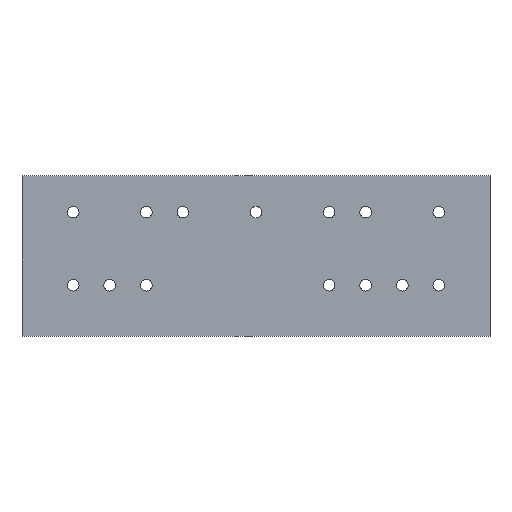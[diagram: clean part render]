
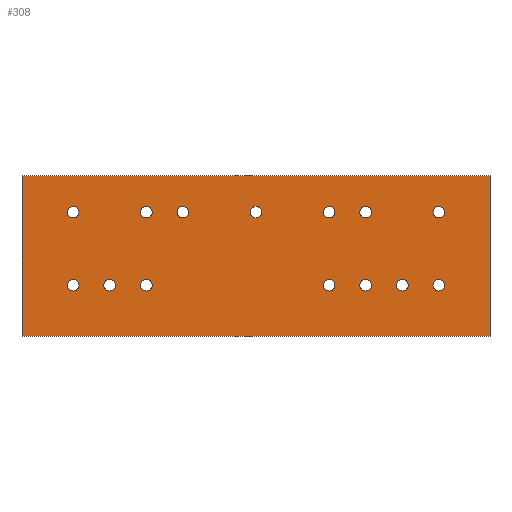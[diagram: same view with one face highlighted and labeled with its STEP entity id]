
A CAD part, top view. The second image highlights one B-rep face of the part: STEP entity #308.
In plain terms, the highlighted planar face has unit normal (0, 0, 1).
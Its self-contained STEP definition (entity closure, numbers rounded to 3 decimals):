
#42 = VERTEX_POINT('',#43);
#43 = CARTESIAN_POINT('',(91.,-61.,1.51));
#49 = EDGE_CURVE('',#42,#50,#52,.T.);
#50 = VERTEX_POINT('',#51);
#51 = CARTESIAN_POINT('',(59.,-61.,1.51));
#52 = LINE('',#53,#54);
#53 = CARTESIAN_POINT('',(91.,-61.,1.51));
#54 = VECTOR('',#55,1.);
#55 = DIRECTION('',(-1.,0.,0.));
#82 = VERTEX_POINT('',#83);
#83 = CARTESIAN_POINT('',(91.,-50.,1.51));
#89 = EDGE_CURVE('',#82,#42,#90,.T.);
#90 = LINE('',#91,#92);
#91 = CARTESIAN_POINT('',(91.,-50.,1.51));
#92 = VECTOR('',#93,1.);
#93 = DIRECTION('',(0.,-1.,0.));
#111 = EDGE_CURVE('',#50,#112,#114,.T.);
#112 = VERTEX_POINT('',#113);
#113 = CARTESIAN_POINT('',(59.,-50.,1.51));
#114 = LINE('',#115,#116);
#115 = CARTESIAN_POINT('',(59.,-61.,1.51));
#116 = VECTOR('',#117,1.);
#117 = DIRECTION('',(0.,1.,0.));
#308 = ADVANCED_FACE('',(#309,#320,#331,#342,#353,#364,#375,#386,#397,
    #408,#419,#430,#441,#452,#463),#474,.T.);
#309 = FACE_BOUND('',#310,.T.);
#310 = EDGE_LOOP('',(#311,#312,#313,#319));
#311 = ORIENTED_EDGE('',*,*,#49,.F.);
#312 = ORIENTED_EDGE('',*,*,#89,.F.);
#313 = ORIENTED_EDGE('',*,*,#314,.F.);
#314 = EDGE_CURVE('',#112,#82,#315,.T.);
#315 = LINE('',#316,#317);
#316 = CARTESIAN_POINT('',(59.,-50.,1.51));
#317 = VECTOR('',#318,1.);
#318 = DIRECTION('',(1.,0.,0.));
#319 = ORIENTED_EDGE('',*,*,#111,.F.);
#320 = FACE_BOUND('',#321,.T.);
#321 = EDGE_LOOP('',(#322));
#322 = ORIENTED_EDGE('',*,*,#323,.T.);
#323 = EDGE_CURVE('',#324,#324,#326,.T.);
#324 = VERTEX_POINT('',#325);
#325 = CARTESIAN_POINT('',(62.5,-57.9,1.51));
#326 = CIRCLE('',#327,0.4);
#327 = AXIS2_PLACEMENT_3D('',#328,#329,#330);
#328 = CARTESIAN_POINT('',(62.5,-57.5,1.51));
#329 = DIRECTION('',(-0.,0.,-1.));
#330 = DIRECTION('',(-0.,-1.,0.));
#331 = FACE_BOUND('',#332,.T.);
#332 = EDGE_LOOP('',(#333));
#333 = ORIENTED_EDGE('',*,*,#334,.T.);
#334 = EDGE_CURVE('',#335,#335,#337,.T.);
#335 = VERTEX_POINT('',#336);
#336 = CARTESIAN_POINT('',(65.,-57.9,1.51));
#337 = CIRCLE('',#338,0.4);
#338 = AXIS2_PLACEMENT_3D('',#339,#340,#341);
#339 = CARTESIAN_POINT('',(65.,-57.5,1.51));
#340 = DIRECTION('',(-0.,0.,-1.));
#341 = DIRECTION('',(-0.,-1.,0.));
#342 = FACE_BOUND('',#343,.T.);
#343 = EDGE_LOOP('',(#344));
#344 = ORIENTED_EDGE('',*,*,#345,.T.);
#345 = EDGE_CURVE('',#346,#346,#348,.T.);
#346 = VERTEX_POINT('',#347);
#347 = CARTESIAN_POINT('',(67.5,-57.9,1.51));
#348 = CIRCLE('',#349,0.4);
#349 = AXIS2_PLACEMENT_3D('',#350,#351,#352);
#350 = CARTESIAN_POINT('',(67.5,-57.5,1.51));
#351 = DIRECTION('',(-0.,0.,-1.));
#352 = DIRECTION('',(-0.,-1.,0.));
#353 = FACE_BOUND('',#354,.T.);
#354 = EDGE_LOOP('',(#355));
#355 = ORIENTED_EDGE('',*,*,#356,.T.);
#356 = EDGE_CURVE('',#357,#357,#359,.T.);
#357 = VERTEX_POINT('',#358);
#358 = CARTESIAN_POINT('',(80.,-57.9,1.51));
#359 = CIRCLE('',#360,0.4);
#360 = AXIS2_PLACEMENT_3D('',#361,#362,#363);
#361 = CARTESIAN_POINT('',(80.,-57.5,1.51));
#362 = DIRECTION('',(-0.,0.,-1.));
#363 = DIRECTION('',(-0.,-1.,0.));
#364 = FACE_BOUND('',#365,.T.);
#365 = EDGE_LOOP('',(#366));
#366 = ORIENTED_EDGE('',*,*,#367,.T.);
#367 = EDGE_CURVE('',#368,#368,#370,.T.);
#368 = VERTEX_POINT('',#369);
#369 = CARTESIAN_POINT('',(82.5,-57.9,1.51));
#370 = CIRCLE('',#371,0.4);
#371 = AXIS2_PLACEMENT_3D('',#372,#373,#374);
#372 = CARTESIAN_POINT('',(82.5,-57.5,1.51));
#373 = DIRECTION('',(-0.,0.,-1.));
#374 = DIRECTION('',(-0.,-1.,0.));
#375 = FACE_BOUND('',#376,.T.);
#376 = EDGE_LOOP('',(#377));
#377 = ORIENTED_EDGE('',*,*,#378,.T.);
#378 = EDGE_CURVE('',#379,#379,#381,.T.);
#379 = VERTEX_POINT('',#380);
#380 = CARTESIAN_POINT('',(85.,-57.9,1.51));
#381 = CIRCLE('',#382,0.4);
#382 = AXIS2_PLACEMENT_3D('',#383,#384,#385);
#383 = CARTESIAN_POINT('',(85.,-57.5,1.51));
#384 = DIRECTION('',(-0.,0.,-1.));
#385 = DIRECTION('',(-0.,-1.,0.));
#386 = FACE_BOUND('',#387,.T.);
#387 = EDGE_LOOP('',(#388));
#388 = ORIENTED_EDGE('',*,*,#389,.T.);
#389 = EDGE_CURVE('',#390,#390,#392,.T.);
#390 = VERTEX_POINT('',#391);
#391 = CARTESIAN_POINT('',(87.5,-57.9,1.51));
#392 = CIRCLE('',#393,0.4);
#393 = AXIS2_PLACEMENT_3D('',#394,#395,#396);
#394 = CARTESIAN_POINT('',(87.5,-57.5,1.51));
#395 = DIRECTION('',(-0.,0.,-1.));
#396 = DIRECTION('',(-0.,-1.,0.));
#397 = FACE_BOUND('',#398,.T.);
#398 = EDGE_LOOP('',(#399));
#399 = ORIENTED_EDGE('',*,*,#400,.T.);
#400 = EDGE_CURVE('',#401,#401,#403,.T.);
#401 = VERTEX_POINT('',#402);
#402 = CARTESIAN_POINT('',(62.5,-52.9,1.51));
#403 = CIRCLE('',#404,0.4);
#404 = AXIS2_PLACEMENT_3D('',#405,#406,#407);
#405 = CARTESIAN_POINT('',(62.5,-52.5,1.51));
#406 = DIRECTION('',(-0.,0.,-1.));
#407 = DIRECTION('',(-0.,-1.,0.));
#408 = FACE_BOUND('',#409,.T.);
#409 = EDGE_LOOP('',(#410));
#410 = ORIENTED_EDGE('',*,*,#411,.T.);
#411 = EDGE_CURVE('',#412,#412,#414,.T.);
#412 = VERTEX_POINT('',#413);
#413 = CARTESIAN_POINT('',(67.5,-52.9,1.51));
#414 = CIRCLE('',#415,0.4);
#415 = AXIS2_PLACEMENT_3D('',#416,#417,#418);
#416 = CARTESIAN_POINT('',(67.5,-52.5,1.51));
#417 = DIRECTION('',(-0.,0.,-1.));
#418 = DIRECTION('',(-0.,-1.,0.));
#419 = FACE_BOUND('',#420,.T.);
#420 = EDGE_LOOP('',(#421));
#421 = ORIENTED_EDGE('',*,*,#422,.T.);
#422 = EDGE_CURVE('',#423,#423,#425,.T.);
#423 = VERTEX_POINT('',#424);
#424 = CARTESIAN_POINT('',(70.,-52.9,1.51));
#425 = CIRCLE('',#426,0.4);
#426 = AXIS2_PLACEMENT_3D('',#427,#428,#429);
#427 = CARTESIAN_POINT('',(70.,-52.5,1.51));
#428 = DIRECTION('',(-0.,0.,-1.));
#429 = DIRECTION('',(-0.,-1.,0.));
#430 = FACE_BOUND('',#431,.T.);
#431 = EDGE_LOOP('',(#432));
#432 = ORIENTED_EDGE('',*,*,#433,.T.);
#433 = EDGE_CURVE('',#434,#434,#436,.T.);
#434 = VERTEX_POINT('',#435);
#435 = CARTESIAN_POINT('',(75.,-52.9,1.51));
#436 = CIRCLE('',#437,0.4);
#437 = AXIS2_PLACEMENT_3D('',#438,#439,#440);
#438 = CARTESIAN_POINT('',(75.,-52.5,1.51));
#439 = DIRECTION('',(-0.,0.,-1.));
#440 = DIRECTION('',(-0.,-1.,0.));
#441 = FACE_BOUND('',#442,.T.);
#442 = EDGE_LOOP('',(#443));
#443 = ORIENTED_EDGE('',*,*,#444,.T.);
#444 = EDGE_CURVE('',#445,#445,#447,.T.);
#445 = VERTEX_POINT('',#446);
#446 = CARTESIAN_POINT('',(80.,-52.9,1.51));
#447 = CIRCLE('',#448,0.4);
#448 = AXIS2_PLACEMENT_3D('',#449,#450,#451);
#449 = CARTESIAN_POINT('',(80.,-52.5,1.51));
#450 = DIRECTION('',(-0.,0.,-1.));
#451 = DIRECTION('',(-0.,-1.,0.));
#452 = FACE_BOUND('',#453,.T.);
#453 = EDGE_LOOP('',(#454));
#454 = ORIENTED_EDGE('',*,*,#455,.T.);
#455 = EDGE_CURVE('',#456,#456,#458,.T.);
#456 = VERTEX_POINT('',#457);
#457 = CARTESIAN_POINT('',(82.5,-52.9,1.51));
#458 = CIRCLE('',#459,0.4);
#459 = AXIS2_PLACEMENT_3D('',#460,#461,#462);
#460 = CARTESIAN_POINT('',(82.5,-52.5,1.51));
#461 = DIRECTION('',(-0.,0.,-1.));
#462 = DIRECTION('',(-0.,-1.,0.));
#463 = FACE_BOUND('',#464,.T.);
#464 = EDGE_LOOP('',(#465));
#465 = ORIENTED_EDGE('',*,*,#466,.T.);
#466 = EDGE_CURVE('',#467,#467,#469,.T.);
#467 = VERTEX_POINT('',#468);
#468 = CARTESIAN_POINT('',(87.5,-52.9,1.51));
#469 = CIRCLE('',#470,0.4);
#470 = AXIS2_PLACEMENT_3D('',#471,#472,#473);
#471 = CARTESIAN_POINT('',(87.5,-52.5,1.51));
#472 = DIRECTION('',(-0.,0.,-1.));
#473 = DIRECTION('',(-0.,-1.,0.));
#474 = PLANE('',#475);
#475 = AXIS2_PLACEMENT_3D('',#476,#477,#478);
#476 = CARTESIAN_POINT('',(0.,0.,1.51));
#477 = DIRECTION('',(0.,0.,1.));
#478 = DIRECTION('',(1.,0.,-0.));
